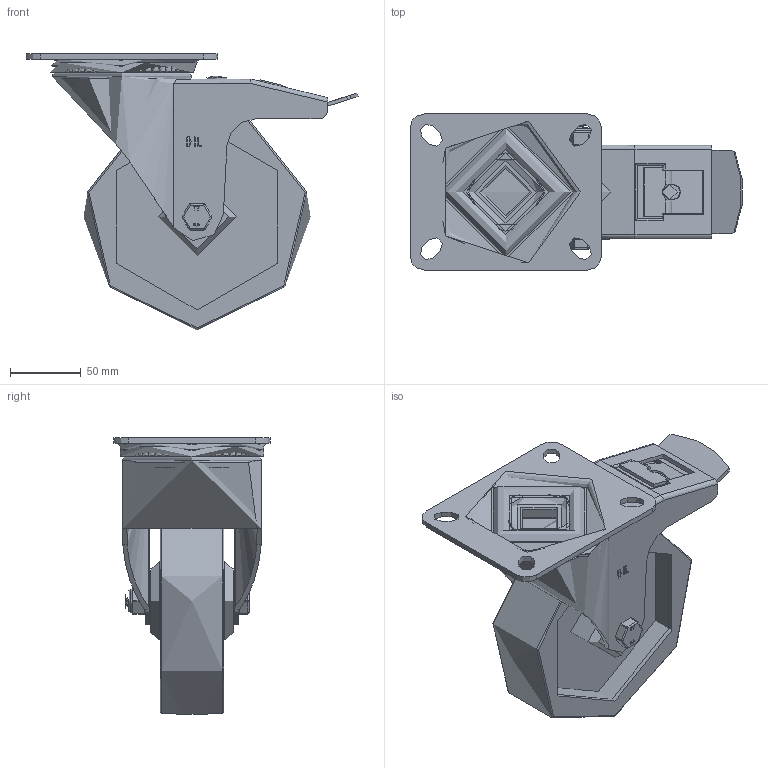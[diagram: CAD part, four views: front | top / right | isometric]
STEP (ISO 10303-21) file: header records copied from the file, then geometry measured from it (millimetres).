
FILE_DESCRIPTION(/* description */ ('','CAx-IF Rec.Pracs.---Representation and Presentation of Product Manufacturing Information (PMI)---4.0---2014-10-13'),/* implementation_level */ '2;1');
FILE_NAME(/* name */ 'BZMM160PNBSWB.step',/* time_stamp */ '2024-12-18T15:49:38Z',/* author */ (''),/* organization */ (''),/* preprocessor_version */ 'ST-DEVELOPER v20',/* originating_system */ 'Autodesk Translation Framework v13.20.0.188',/* authorisation */ '');
FILE_SCHEMA (('AP242_MANAGED_MODEL_BASED_3D_ENGINEERING_MIM_LF { 1 0 10303 442 1 1 4 }'));
Length unit declared in the file: millimetre
Products named in the file (31): BZMM160PNBSWB; BZH160WPNRB v3; NYLON CENTRE; POLYURETHANE TYRE; RBM20X30X50 v1; NYLON ROLLER BEARING; NYLON CAGE; RIBS; Component5; CAP; TUBEM20X60 v1; ZINC PLATED STEEL TUBE; BZMM150ASSWB v1; ZINC PLATED, PRESSED STEEL TOP PLATE (1); ZINC PLATED, PRESSED STEEL TOP PLATE Geometry (1); BALL BEARINGS (1); Component1 (1); ZINC PLATED, PRESSED STEEL FORKS (1); BEARING SEAL (1); ZINC PLATED, PRESSED STEEL BRAKE PEDAL (1); BRAKE PAD (1); BRAKE PAD Geometry (1); BOLT (1); NUT (1); BRAKE BOLT (1); HEXBOLTM12X80Z8.8 v2; GRADE 8.8 ZINC PLATED BOLT; NYLOCM12Z v1; NYLOC NUT; NUT (2); RUBBER
Assembly tree (78 placements, depth 6):
  BZMM160PNBSWB
    BZH160WPNRB v3
      NYLON CENTRE
      POLYURETHANE TYRE
      RBM20X30X50 v1
        NYLON ROLLER BEARING
          NYLON CAGE
          RIBS
            Component5  x10
      CAP
    TUBEM20X60 v1
      ZINC PLATED STEEL TUBE
    BZMM150ASSWB v1
      ZINC PLATED, PRESSED STEEL TOP PLATE (1)
        ZINC PLATED, PRESSED STEEL TOP PLATE Geometry (1)
        BALL BEARINGS (1)
          Component1 (1)  x40
      ZINC PLATED, PRESSED STEEL FORKS (1)
      BEARING SEAL (1)
      ZINC PLATED, PRESSED STEEL BRAKE PEDAL (1)
      BRAKE PAD (1)
        BRAKE PAD Geometry (1)
        BOLT (1)
        NUT (1)
        BRAKE BOLT (1)
    HEXBOLTM12X80Z8.8 v2
      GRADE 8.8 ZINC PLATED BOLT
    NYLOCM12Z v1
      NYLOC NUT
        NUT (2)
        RUBBER
Bounding box: 233.89 x 110 x 194.9 mm (x, y, z)
Volume: 760272.7 mm3; surface area: 294280.9 mm2
Topology: 66 solids, 66 shells, 678 faces, 1718 edges, 1100 vertices
Faces by surface type: plane 329, cylinder 212, sphere 59, bspline 52, torus 18, cone 8
Full cylindrical faces by diameter (mm): 8 x4, 9.836 x18, 11 x2, 11.834 x18, 12 x3, 12.2 x2, 12.5 x1, 14 x3, 18 x1, 18.5 x1, 19.9 x1, 20.5 x3, 29.5 x1, 30 x1, 32.9 x1, 33 x1, 33.75 x1, 39.75 x2, 50 x1, 55 x2, 78 x1, 92 x1, 98 x1, 131 x4, 135 x2
Entity records: 28220 total; most frequent: CARTESIAN_POINT 12542, ORIENTED_EDGE 3088, DIRECTION 3068, EDGE_CURVE 1544, AXIS2_PLACEMENT_3D 1100, VERTEX_POINT 986, LINE 868, VECTOR 868
